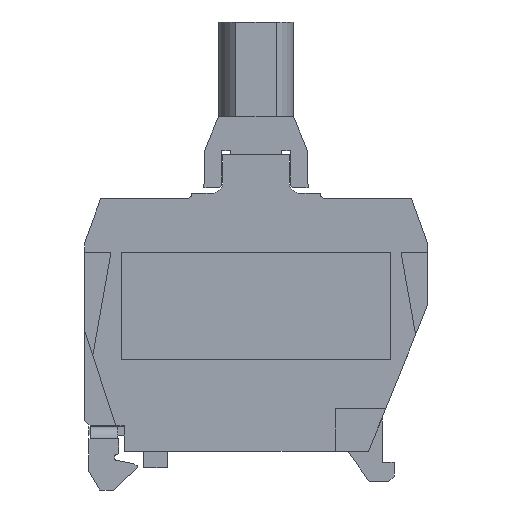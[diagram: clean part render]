
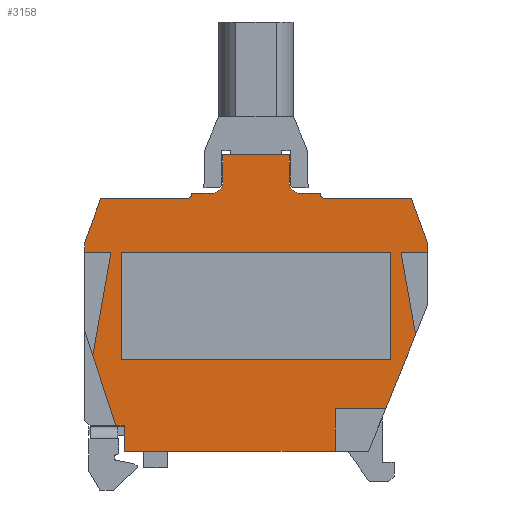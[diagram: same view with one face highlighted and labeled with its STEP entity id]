
A CAD part, left-side view. The second image highlights one B-rep face of the part: STEP entity #3158.
In plain terms, the highlighted face is planar.
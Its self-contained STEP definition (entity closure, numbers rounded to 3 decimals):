
#175=DIRECTION('',(-0.375,-0.927,0.));
#176=VECTOR('',#175,7.432);
#177=CARTESIAN_POINT('',(-12.116,-4.,9.8));
#178=LINE('',#177,#176);
#519=DIRECTION('',(-0.174,-0.985,0.));
#520=VECTOR('',#519,9.771);
#521=CARTESIAN_POINT('',(15.237,-8.978,9.8));
#522=LINE('',#521,#520);
#523=DIRECTION('',(-1.,0.,0.));
#524=VECTOR('',#523,2.459);
#525=CARTESIAN_POINT('',(16.,-18.6,9.8));
#526=LINE('',#525,#524);
#527=DIRECTION('',(0.,1.,0.));
#528=VECTOR('',#527,0.88);
#529=CARTESIAN_POINT('',(16.,-19.48,9.8));
#530=LINE('',#529,#528);
#531=DIRECTION('',(0.342,0.94,0.));
#532=VECTOR('',#531,0.117);
#533=CARTESIAN_POINT('',(15.96,-19.59,9.8));
#534=LINE('',#533,#532);
#535=DIRECTION('',(0.342,0.94,0.));
#536=VECTOR('',#535,3.757);
#537=CARTESIAN_POINT('',(14.675,-23.12,9.8));
#538=LINE('',#537,#536);
#539=DIRECTION('',(0.342,0.94,0.));
#540=VECTOR('',#539,0.511);
#541=CARTESIAN_POINT('',(14.5,-23.6,9.8));
#542=LINE('',#541,#540);
#543=CARTESIAN_POINT('',(6.5,-24.1,9.8));
#544=DIRECTION('',(0.,0.,-1.));
#545=DIRECTION('',(-1.,0.,0.));
#546=AXIS2_PLACEMENT_3D('',#543,#544,#545);
#548=DIRECTION('',(1.,0.,0.));
#549=VECTOR('',#548,1.9);
#550=CARTESIAN_POINT('',(4.1,-24.1,9.8));
#551=LINE('',#550,#549);
#552=CARTESIAN_POINT('',(4.1,-25.1,9.8));
#553=DIRECTION('',(0.,0.,-1.));
#554=DIRECTION('',(-1.,0.,0.));
#555=AXIS2_PLACEMENT_3D('',#552,#553,#554);
#557=DIRECTION('',(0.,1.,0.));
#558=VECTOR('',#557,2.6);
#559=CARTESIAN_POINT('',(3.1,-27.7,9.8));
#560=LINE('',#559,#558);
#561=DIRECTION('',(1.,0.,0.));
#562=VECTOR('',#561,6.2);
#563=CARTESIAN_POINT('',(-3.1,-27.7,9.8));
#564=LINE('',#563,#562);
#565=DIRECTION('',(0.,-1.,0.));
#566=VECTOR('',#565,2.6);
#567=CARTESIAN_POINT('',(-3.1,-25.1,9.8));
#568=LINE('',#567,#566);
#569=CARTESIAN_POINT('',(-4.1,-25.1,9.8));
#570=DIRECTION('',(0.,0.,-1.));
#571=DIRECTION('',(0.,1.,0.));
#572=AXIS2_PLACEMENT_3D('',#569,#570,#571);
#574=DIRECTION('',(1.,0.,0.));
#575=VECTOR('',#574,1.9);
#576=CARTESIAN_POINT('',(-6.,-24.1,9.8));
#577=LINE('',#576,#575);
#578=CARTESIAN_POINT('',(-6.5,-24.1,9.8));
#579=DIRECTION('',(0.,0.,-1.));
#580=DIRECTION('',(0.,1.,0.));
#581=AXIS2_PLACEMENT_3D('',#578,#579,#580);
#583=DIRECTION('',(1.,0.,0.));
#584=VECTOR('',#583,8.);
#585=CARTESIAN_POINT('',(-14.5,-23.6,9.8));
#586=LINE('',#585,#584);
#587=DIRECTION('',(0.342,-0.94,0.));
#588=VECTOR('',#587,4.382);
#589=CARTESIAN_POINT('',(-16.,-19.483,9.8));
#590=LINE('',#589,#588);
#591=DIRECTION('',(0.,-1.,0.));
#592=VECTOR('',#591,0.883);
#593=CARTESIAN_POINT('',(-16.,-18.6,9.8));
#594=LINE('',#593,#592);
#595=DIRECTION('',(1.,0.,0.));
#596=VECTOR('',#595,2.459);
#597=CARTESIAN_POINT('',(-16.,-18.6,9.8));
#598=LINE('',#597,#596);
#599=DIRECTION('',(-0.174,0.985,0.));
#600=VECTOR('',#599,7.829);
#601=CARTESIAN_POINT('',(-13.541,-18.6,9.8));
#602=LINE('',#601,#600);
#603=DIRECTION('',(1.,0.,0.));
#604=VECTOR('',#603,4.716);
#605=CARTESIAN_POINT('',(-12.116,-4.,9.8));
#606=LINE('',#605,#604);
#607=DIRECTION('',(0.,-1.,0.));
#608=VECTOR('',#607,4.);
#609=CARTESIAN_POINT('',(-7.4,0.,9.8));
#610=LINE('',#609,#608);
#611=DIRECTION('',(-1.,0.,0.));
#612=VECTOR('',#611,19.7);
#613=CARTESIAN_POINT('',(12.3,0.,9.8));
#614=LINE('',#613,#612);
#615=DIRECTION('',(0.,1.,0.));
#616=VECTOR('',#615,2.4);
#617=CARTESIAN_POINT('',(12.3,-2.4,9.8));
#618=LINE('',#617,#616);
#619=DIRECTION('',(-1.,0.,0.));
#620=VECTOR('',#619,0.8);
#621=CARTESIAN_POINT('',(13.1,-2.4,9.8));
#622=LINE('',#621,#620);
#623=DIRECTION('',(0.309,-0.951,0.));
#624=VECTOR('',#623,6.916);
#625=CARTESIAN_POINT('',(13.1,-2.4,9.8));
#626=LINE('',#625,#624);
#627=DIRECTION('',(0.,1.,0.));
#628=VECTOR('',#627,10.);
#629=CARTESIAN_POINT('',(12.6,-18.6,9.8));
#630=LINE('',#629,#628);
#631=DIRECTION('',(-1.,0.,0.));
#632=VECTOR('',#631,25.2);
#633=CARTESIAN_POINT('',(12.6,-8.6,9.8));
#634=LINE('',#633,#632);
#635=DIRECTION('',(0.,-1.,0.));
#636=VECTOR('',#635,10.);
#637=CARTESIAN_POINT('',(-12.6,-8.6,9.8));
#638=LINE('',#637,#636);
#639=DIRECTION('',(1.,0.,0.));
#640=VECTOR('',#639,25.2);
#641=CARTESIAN_POINT('',(-12.6,-18.6,9.8));
#642=LINE('',#641,#640);
#815=DIRECTION('',(1.,0.,0.));
#816=VECTOR('',#815,8.);
#817=CARTESIAN_POINT('',(6.5,-23.6,9.8));
#818=LINE('',#817,#816);
#1933=CARTESIAN_POINT('',(-16.,-19.483,9.8));
#1934=CARTESIAN_POINT('',(-14.5,-23.6,9.8));
#1935=VERTEX_POINT('',#1933);
#1936=VERTEX_POINT('',#1934);
#1937=CARTESIAN_POINT('',(14.5,-23.6,9.8));
#1938=CARTESIAN_POINT('',(14.675,-23.12,9.8));
#1939=VERTEX_POINT('',#1937);
#1940=VERTEX_POINT('',#1938);
#1941=CARTESIAN_POINT('',(15.96,-19.59,9.8));
#1942=VERTEX_POINT('',#1941);
#1943=CARTESIAN_POINT('',(16.,-19.48,9.8));
#1944=VERTEX_POINT('',#1943);
#1945=CARTESIAN_POINT('',(12.3,-2.4,9.8));
#1946=CARTESIAN_POINT('',(12.3,0.,9.8));
#1947=VERTEX_POINT('',#1945);
#1948=VERTEX_POINT('',#1946);
#1949=CARTESIAN_POINT('',(-12.116,-4.,9.8));
#1950=CARTESIAN_POINT('',(-7.4,-4.,9.8));
#1951=VERTEX_POINT('',#1949);
#1952=VERTEX_POINT('',#1950);
#1959=CARTESIAN_POINT('',(-7.4,0.,9.8));
#1960=VERTEX_POINT('',#1959);
#1969=CARTESIAN_POINT('',(-16.,-18.6,9.8));
#1970=VERTEX_POINT('',#1969);
#1971=CARTESIAN_POINT('',(16.,-18.6,9.8));
#1972=VERTEX_POINT('',#1971);
#1973=CARTESIAN_POINT('',(-14.9,-10.89,9.8));
#1974=VERTEX_POINT('',#1973);
#2101=CARTESIAN_POINT('',(-6.5,-23.6,9.8));
#2102=VERTEX_POINT('',#2101);
#2103=CARTESIAN_POINT('',(-6.,-24.1,9.8));
#2104=VERTEX_POINT('',#2103);
#2105=CARTESIAN_POINT('',(-4.1,-24.1,9.8));
#2106=VERTEX_POINT('',#2105);
#2107=CARTESIAN_POINT('',(-3.1,-25.1,9.8));
#2108=VERTEX_POINT('',#2107);
#2109=CARTESIAN_POINT('',(-3.1,-27.7,9.8));
#2110=VERTEX_POINT('',#2109);
#2111=CARTESIAN_POINT('',(3.1,-27.7,9.8));
#2112=VERTEX_POINT('',#2111);
#2113=CARTESIAN_POINT('',(3.1,-25.1,9.8));
#2114=VERTEX_POINT('',#2113);
#2115=CARTESIAN_POINT('',(4.1,-24.1,9.8));
#2116=VERTEX_POINT('',#2115);
#2117=CARTESIAN_POINT('',(6.,-24.1,9.8));
#2118=VERTEX_POINT('',#2117);
#2119=CARTESIAN_POINT('',(6.5,-23.6,9.8));
#2120=VERTEX_POINT('',#2119);
#2121=CARTESIAN_POINT('',(-13.541,-18.6,9.8));
#2122=VERTEX_POINT('',#2121);
#2123=CARTESIAN_POINT('',(13.541,-18.6,9.8));
#2124=VERTEX_POINT('',#2123);
#2133=CARTESIAN_POINT('',(15.237,-8.978,9.8));
#2134=VERTEX_POINT('',#2133);
#2137=CARTESIAN_POINT('',(13.1,-2.4,9.8));
#2138=VERTEX_POINT('',#2137);
#2165=CARTESIAN_POINT('',(12.6,-18.6,9.8));
#2166=CARTESIAN_POINT('',(12.6,-8.6,9.8));
#2167=VERTEX_POINT('',#2165);
#2168=VERTEX_POINT('',#2166);
#2169=CARTESIAN_POINT('',(-12.6,-8.6,9.8));
#2170=VERTEX_POINT('',#2169);
#2171=CARTESIAN_POINT('',(-12.6,-18.6,9.8));
#2172=VERTEX_POINT('',#2171);
#3091=CARTESIAN_POINT('',(0.,0.,9.8));
#3092=DIRECTION('',(0.,0.,1.));
#3093=DIRECTION('',(1.,0.,0.));
#3094=AXIS2_PLACEMENT_3D('',#3091,#3092,#3093);
#3095=PLANE('',#3094);
#3097=ORIENTED_EDGE('',*,*,#3096,.T.);
#3099=ORIENTED_EDGE('',*,*,#3098,.F.);
#3100=ORIENTED_EDGE('',*,*,#2937,.F.);
#3102=ORIENTED_EDGE('',*,*,#3101,.F.);
#3104=ORIENTED_EDGE('',*,*,#3103,.F.);
#3106=ORIENTED_EDGE('',*,*,#3105,.F.);
#3108=ORIENTED_EDGE('',*,*,#3107,.F.);
#3110=ORIENTED_EDGE('',*,*,#3109,.F.);
#3112=ORIENTED_EDGE('',*,*,#3111,.F.);
#3114=ORIENTED_EDGE('',*,*,#3113,.F.);
#3116=ORIENTED_EDGE('',*,*,#3115,.F.);
#3118=ORIENTED_EDGE('',*,*,#3117,.F.);
#3120=ORIENTED_EDGE('',*,*,#3119,.F.);
#3122=ORIENTED_EDGE('',*,*,#3121,.F.);
#3124=ORIENTED_EDGE('',*,*,#3123,.F.);
#3126=ORIENTED_EDGE('',*,*,#3125,.F.);
#3128=ORIENTED_EDGE('',*,*,#3127,.F.);
#3130=ORIENTED_EDGE('',*,*,#3129,.F.);
#3132=ORIENTED_EDGE('',*,*,#3131,.F.);
#3134=ORIENTED_EDGE('',*,*,#3133,.T.);
#3136=ORIENTED_EDGE('',*,*,#3135,.T.);
#3137=ORIENTED_EDGE('',*,*,#2660,.F.);
#3139=ORIENTED_EDGE('',*,*,#3138,.T.);
#3141=ORIENTED_EDGE('',*,*,#3140,.F.);
#3142=ORIENTED_EDGE('',*,*,#2718,.F.);
#3143=ORIENTED_EDGE('',*,*,#2804,.F.);
#3144=ORIENTED_EDGE('',*,*,#2859,.F.);
#3145=ORIENTED_EDGE('',*,*,#3079,.T.);
#3146=EDGE_LOOP('',(#3097,#3099,#3100,#3102,#3104,#3106,#3108,#3110,#3112,#3114,
#3116,#3118,#3120,#3122,#3124,#3126,#3128,#3130,#3132,#3134,#3136,#3137,#3139,
#3141,#3142,#3143,#3144,#3145));
#3147=FACE_OUTER_BOUND('',#3146,.F.);
#3149=ORIENTED_EDGE('',*,*,#3148,.T.);
#3151=ORIENTED_EDGE('',*,*,#3150,.T.);
#3153=ORIENTED_EDGE('',*,*,#3152,.T.);
#3155=ORIENTED_EDGE('',*,*,#3154,.T.);
#3156=EDGE_LOOP('',(#3149,#3151,#3153,#3155));
#3157=FACE_BOUND('',#3156,.F.);
#547=CIRCLE('',#546,0.5);
#556=CIRCLE('',#555,1.);
#573=CIRCLE('',#572,1.);
#582=CIRCLE('',#581,0.5);
#2660=EDGE_CURVE('',#1951,#1974,#178,.T.);
#2718=EDGE_CURVE('',#1948,#1960,#614,.T.);
#2804=EDGE_CURVE('',#1947,#1948,#618,.T.);
#2859=EDGE_CURVE('',#2138,#1947,#622,.T.);
#2937=EDGE_CURVE('',#1944,#1972,#530,.T.);
#3079=EDGE_CURVE('',#2138,#2134,#626,.T.);
#3096=EDGE_CURVE('',#2134,#2124,#522,.T.);
#3098=EDGE_CURVE('',#1972,#2124,#526,.T.);
#3101=EDGE_CURVE('',#1942,#1944,#534,.T.);
#3103=EDGE_CURVE('',#1940,#1942,#538,.T.);
#3105=EDGE_CURVE('',#1939,#1940,#542,.T.);
#3107=EDGE_CURVE('',#2120,#1939,#818,.T.);
#3109=EDGE_CURVE('',#2118,#2120,#547,.T.);
#3111=EDGE_CURVE('',#2116,#2118,#551,.T.);
#3113=EDGE_CURVE('',#2114,#2116,#556,.T.);
#3115=EDGE_CURVE('',#2112,#2114,#560,.T.);
#3117=EDGE_CURVE('',#2110,#2112,#564,.T.);
#3119=EDGE_CURVE('',#2108,#2110,#568,.T.);
#3121=EDGE_CURVE('',#2106,#2108,#573,.T.);
#3123=EDGE_CURVE('',#2104,#2106,#577,.T.);
#3125=EDGE_CURVE('',#2102,#2104,#582,.T.);
#3127=EDGE_CURVE('',#1936,#2102,#586,.T.);
#3129=EDGE_CURVE('',#1935,#1936,#590,.T.);
#3131=EDGE_CURVE('',#1970,#1935,#594,.T.);
#3133=EDGE_CURVE('',#1970,#2122,#598,.T.);
#3135=EDGE_CURVE('',#2122,#1974,#602,.T.);
#3138=EDGE_CURVE('',#1951,#1952,#606,.T.);
#3140=EDGE_CURVE('',#1960,#1952,#610,.T.);
#3148=EDGE_CURVE('',#2167,#2168,#630,.T.);
#3150=EDGE_CURVE('',#2168,#2170,#634,.T.);
#3152=EDGE_CURVE('',#2170,#2172,#638,.T.);
#3154=EDGE_CURVE('',#2172,#2167,#642,.T.);
#3158=ADVANCED_FACE('',(#3147,#3157),#3095,.T.);
